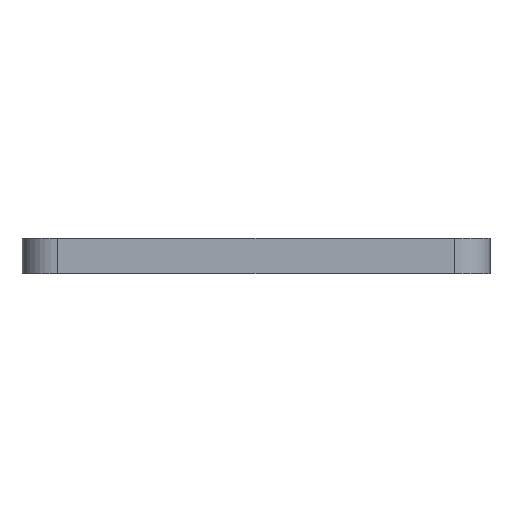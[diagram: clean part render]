
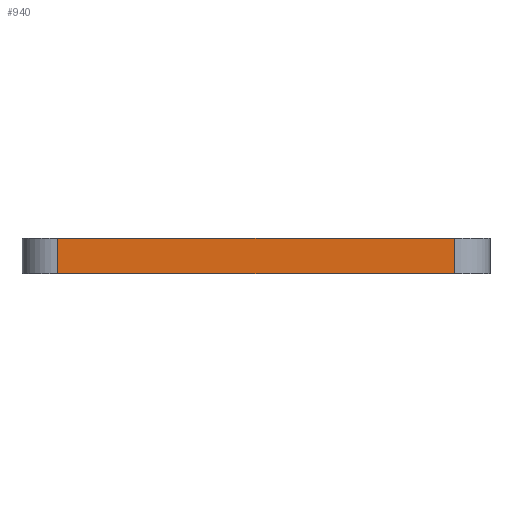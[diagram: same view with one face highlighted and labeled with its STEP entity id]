
A CAD part, left-side view. The second image highlights one B-rep face of the part: STEP entity #940.
In plain terms, the highlighted planar face has unit normal (-1, 0, 0).
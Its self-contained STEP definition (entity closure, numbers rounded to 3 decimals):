
#211 = CARTESIAN_POINT ( 'NONE',  ( -41., 16.75, 3. ) ) ;
#255 = EDGE_CURVE ( 'NONE', #1715, #413, #2165, .T. ) ;
#273 = VERTEX_POINT ( 'NONE', #1137 ) ;
#276 = CARTESIAN_POINT ( 'NONE',  ( -41., 16.75, 0. ) ) ;
#312 = EDGE_LOOP ( 'NONE', ( #1818, #1193, #527, #883 ) ) ;
#413 = VERTEX_POINT ( 'NONE', #1063 ) ;
#459 = VECTOR ( 'NONE', #1470, 1000. ) ;
#477 = CARTESIAN_POINT ( 'NONE',  ( -41., -16.75, 3. ) ) ;
#505 = DIRECTION ( 'NONE',  ( 0., 0., -1. ) ) ;
#527 = ORIENTED_EDGE ( 'NONE', *, *, #255, .F. ) ;
#622 = EDGE_CURVE ( 'NONE', #1715, #273, #2167, .T. ) ;
#667 = DIRECTION ( 'NONE',  ( 0., 0., -1. ) ) ;
#700 = FACE_OUTER_BOUND ( 'NONE', #312, .T. ) ;
#851 = AXIS2_PLACEMENT_3D ( 'NONE', #1166, #1499, #667 ) ;
#883 = ORIENTED_EDGE ( 'NONE', *, *, #622, .T. ) ;
#940 = ADVANCED_FACE ( 'NONE', ( #700 ), #1309, .F. ) ;
#1063 = CARTESIAN_POINT ( 'NONE',  ( -41., -16.75, 3. ) ) ;
#1137 = CARTESIAN_POINT ( 'NONE',  ( -41., 16.75, 0. ) ) ;
#1166 = CARTESIAN_POINT ( 'NONE',  ( -41., 16.75, 3. ) ) ;
#1193 = ORIENTED_EDGE ( 'NONE', *, *, #1213, .F. ) ;
#1213 = EDGE_CURVE ( 'NONE', #413, #1556, #1807, .T. ) ;
#1309 = PLANE ( 'NONE',  #851 ) ;
#1340 = VECTOR ( 'NONE', #1587, 1000. ) ;
#1375 = LINE ( 'NONE', #276, #459 ) ;
#1436 = CARTESIAN_POINT ( 'NONE',  ( -41., 16.75, 3. ) ) ;
#1470 = DIRECTION ( 'NONE',  ( 0., -1., 0. ) ) ;
#1499 = DIRECTION ( 'NONE',  ( 1., 0., 0. ) ) ;
#1541 = VECTOR ( 'NONE', #505, 1000. ) ;
#1556 = VERTEX_POINT ( 'NONE', #2092 ) ;
#1587 = DIRECTION ( 'NONE',  ( 0., 0., -1. ) ) ;
#1600 = DIRECTION ( 'NONE',  ( 0., -1., 0. ) ) ;
#1645 = EDGE_CURVE ( 'NONE', #273, #1556, #1375, .T. ) ;
#1715 = VERTEX_POINT ( 'NONE', #1847 ) ;
#1807 = LINE ( 'NONE', #477, #1541 ) ;
#1818 = ORIENTED_EDGE ( 'NONE', *, *, #1645, .T. ) ;
#1847 = CARTESIAN_POINT ( 'NONE',  ( -41., 16.75, 3. ) ) ;
#1886 = VECTOR ( 'NONE', #1600, 1000. ) ;
#2092 = CARTESIAN_POINT ( 'NONE',  ( -41., -16.75, 0. ) ) ;
#2165 = LINE ( 'NONE', #1436, #1886 ) ;
#2167 = LINE ( 'NONE', #211, #1340 ) ;
